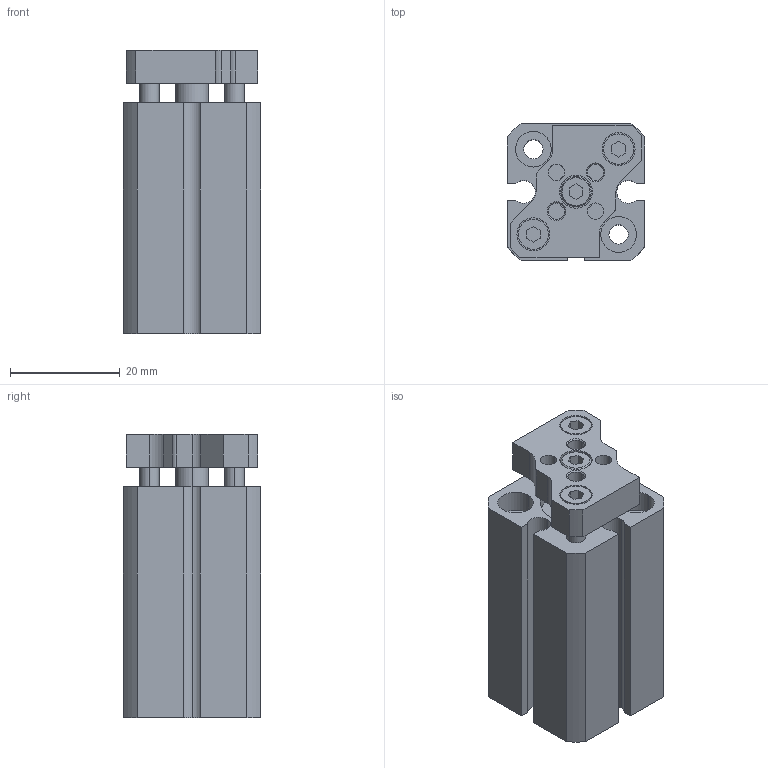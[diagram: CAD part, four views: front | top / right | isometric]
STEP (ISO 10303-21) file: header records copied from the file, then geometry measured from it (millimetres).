
FILE_DESCRIPTION(('STEP AP214'),'1');
FILE_NAME('CA.11.17.002.stp','2017-05-12T11:52:22',(' '),(' '),'Spatial InterOp 3D',' ',' ');
FILE_SCHEMA(('automotive_design'));
Length unit declared in the file: millimetre
Products named in the file (3): CDQMB12-20.step_CQM_ROD_12; CDQMB12-20.step_CQM_TUBE_12B
Assembly tree (2 placements, depth 2):
  (unnamed)
    CDQMB12-20.step_CQM_ROD_12
    CDQMB12-20.step_CQM_TUBE_12B
Bounding box: 25 x 25 x 51.5 mm (x, y, z)
Volume: 22082.7 mm3; surface area: 13460.6 mm2
Topology: 2 solids, 2 shells, 155 faces, 377 edges, 248 vertices
Faces by surface type: cylinder 76, plane 69, cone 10
Entity records: 6022 total; most frequent: CARTESIAN_POINT 879, DIRECTION 847, ORIENTED_EDGE 754, EDGE_CURVE 377, AXIS2_PLACEMENT_3D 316, VERTEX_POINT 248, LINE 215, VECTOR 215
